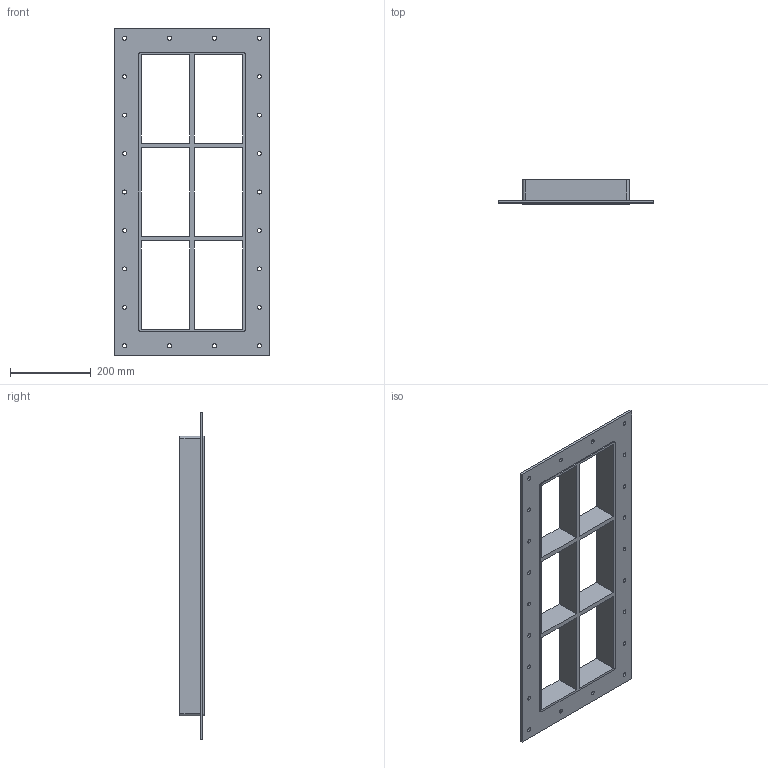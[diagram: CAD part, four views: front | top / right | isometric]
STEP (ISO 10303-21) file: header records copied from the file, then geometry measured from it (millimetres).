
FILE_DESCRIPTION((''),'2;1');
FILE_NAME('GBEX6+6+6X2.stp','2015-12-16T17:09:05',(''),(''),'Autodesk Inventor 2013','Autodesk Inventor 2013','');
FILE_SCHEMA(('AUTOMOTIVE_DESIGN { 1 0 10303 214 1 1 1 1 }'));
Length unit declared in the file: millimetre
Products named in the file (1): roxtec S_SF_G
Bounding box: 383 x 60 x 810 mm (x, y, z)
Volume: 2191884 mm3; surface area: 666326.9 mm2
Topology: 1 solids, 1 shells, 70 faces, 220 edges, 154 vertices
Faces by surface type: plane 40, cylinder 30
Full cylindrical faces by diameter (mm): 10 x22
Entity records: 2310 total; most frequent: CARTESIAN_POINT 379, DIRECTION 378, ORIENTED_EDGE 352, EDGE_CURVE 176, EDGE_LOOP 150, VERTEX_POINT 132, AXIS2_PLACEMENT_3D 131, VECTOR 116
